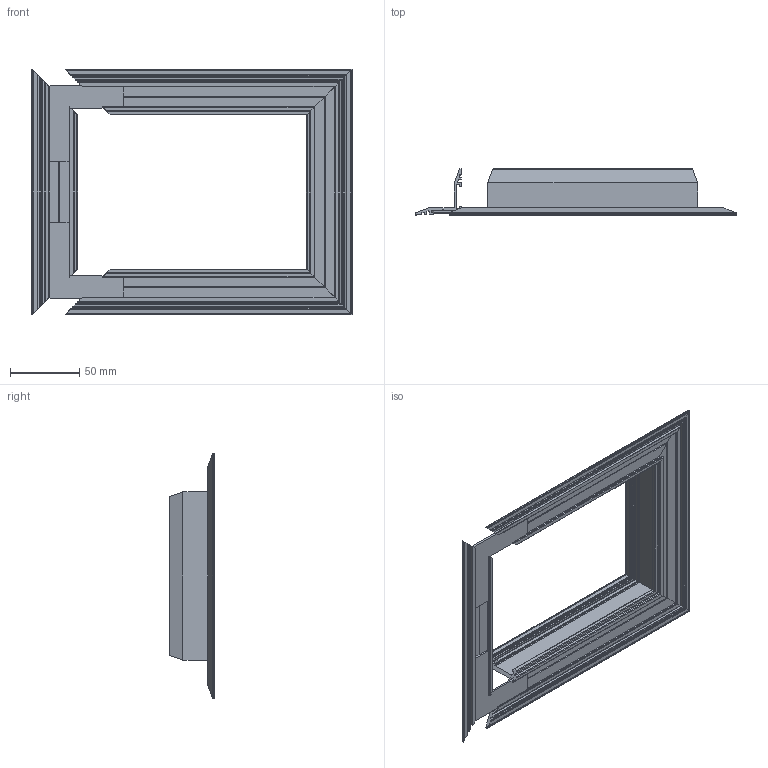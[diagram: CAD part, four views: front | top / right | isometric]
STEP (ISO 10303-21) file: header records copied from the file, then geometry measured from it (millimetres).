
FILE_DESCRIPTION (( 'STEP AP214' ), '1' );
FILE_NAME ('6290240.stp', '2016-06-29T06:18:38', ( '' ), ( '' ), 'SwSTEP 2.0', 'SolidWorks 2014', '' );
FILE_SCHEMA (( 'AUTOMOTIVE_DESIGN' ));
Length unit declared in the file: millimetre
Products named in the file (4): 071460_Standard; 046964_140 beidseitige Gehrung; 046964_110; 6290240
Assembly tree (6 placements, depth 2):
  6290240
    046964_110  x2
    046964_140 beidseitige Gehrung  x2
    071460_Standard  x2
Bounding box: 231 x 33 x 177 mm (x, y, z)
Volume: 87704.8 mm3; surface area: 102337.9 mm2
Topology: 6 solids, 6 shells, 390 faces, 1134 edges, 756 vertices
Faces by surface type: plane 214, cylinder 176
Entity records: 6479 total; most frequent: CARTESIAN_POINT 1677, ORIENTED_EDGE 1134, DIRECTION 799, EDGE_CURVE 567, LINE 391, VECTOR 391, VERTEX_POINT 378, AXIS2_PLACEMENT_3D 204
